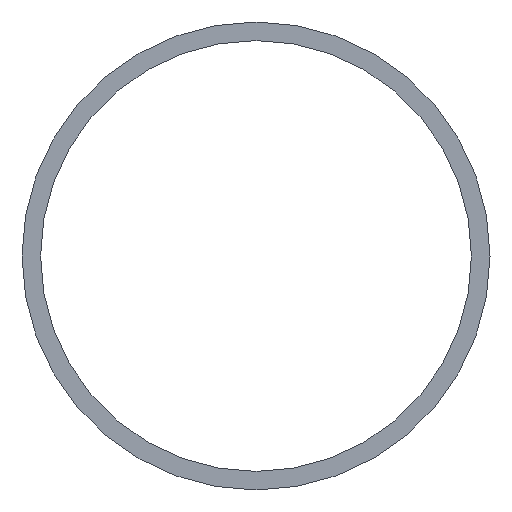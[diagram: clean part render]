
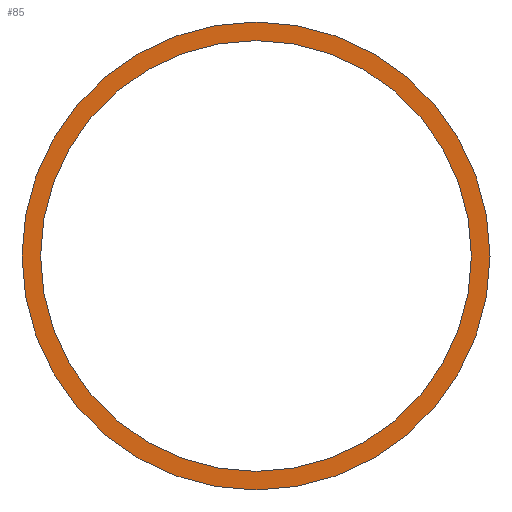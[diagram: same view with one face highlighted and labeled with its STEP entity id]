
A CAD part, left-side view. The second image highlights one B-rep face of the part: STEP entity #85.
In plain terms, the highlighted planar face has unit normal (-1, 0, 0).
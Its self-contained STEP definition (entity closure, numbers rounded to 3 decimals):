
#53 = VERTEX_POINT( '', #123 );
#61 = EDGE_CURVE( '', #95, #67, #134, .T. );
#67 = VERTEX_POINT( '', #140 );
#71 = EDGE_CURVE( '', #83, #53, #144, .T. );
#77 = EDGE_CURVE( '', #67, #95, #151, .T. );
#79 = EDGE_CURVE( '', #53, #83, #153, .T. );
#83 = VERTEX_POINT( '', #157 );
#85 = ADVANCED_FACE( '', ( #159, #160 ), #161, .F. );
#95 = VERTEX_POINT( '', #172 );
#123 = CARTESIAN_POINT( '', ( 0., 0., -31.5 ) );
#134 = CIRCLE( '', #206, 29. );
#140 = CARTESIAN_POINT( '', ( 0., 0., -29. ) );
#144 = CIRCLE( '', #220, 31.5 );
#151 = CIRCLE( '', #229, 29. );
#153 = CIRCLE( '', #232, 31.5 );
#157 = CARTESIAN_POINT( '', ( 0., 0., 31.5 ) );
#159 = FACE_OUTER_BOUND( '', #239, .T. );
#160 = FACE_BOUND( '', #240, .T. );
#161 = PLANE( '', #241 );
#172 = CARTESIAN_POINT( '', ( 0., 0., 29. ) );
#206 = AXIS2_PLACEMENT_3D( '', #286, #287, #288 );
#220 = AXIS2_PLACEMENT_3D( '', #293, #294, #295 );
#229 = AXIS2_PLACEMENT_3D( '', #307, #308, #309 );
#232 = AXIS2_PLACEMENT_3D( '', #310, #311, #312 );
#239 = EDGE_LOOP( '', ( #317, #318 ) );
#240 = EDGE_LOOP( '', ( #319, #320 ) );
#241 = AXIS2_PLACEMENT_3D( '', #321, #322, #323 );
#286 = CARTESIAN_POINT( '', ( 0., 0., 0. ) );
#287 = DIRECTION( '', ( 1., 0., 0. ) );
#288 = DIRECTION( '', ( 0., 0., -1. ) );
#293 = CARTESIAN_POINT( '', ( 0., 0., 0. ) );
#294 = DIRECTION( '', ( 1., 0., 0. ) );
#295 = DIRECTION( '', ( 0., 0., -1. ) );
#307 = CARTESIAN_POINT( '', ( 0., 0., 0. ) );
#308 = DIRECTION( '', ( 1., 0., 0. ) );
#309 = DIRECTION( '', ( 0., 0., -1. ) );
#310 = CARTESIAN_POINT( '', ( 0., 0., 0. ) );
#311 = DIRECTION( '', ( 1., 0., 0. ) );
#312 = DIRECTION( '', ( 0., 0., -1. ) );
#317 = ORIENTED_EDGE( '', *, *, #79, .F. );
#318 = ORIENTED_EDGE( '', *, *, #71, .F. );
#319 = ORIENTED_EDGE( '', *, *, #77, .T. );
#320 = ORIENTED_EDGE( '', *, *, #61, .T. );
#321 = CARTESIAN_POINT( '', ( 0., 0., 0. ) );
#322 = DIRECTION( '', ( 1., 0., 0. ) );
#323 = DIRECTION( '', ( 0., 0., -1. ) );
